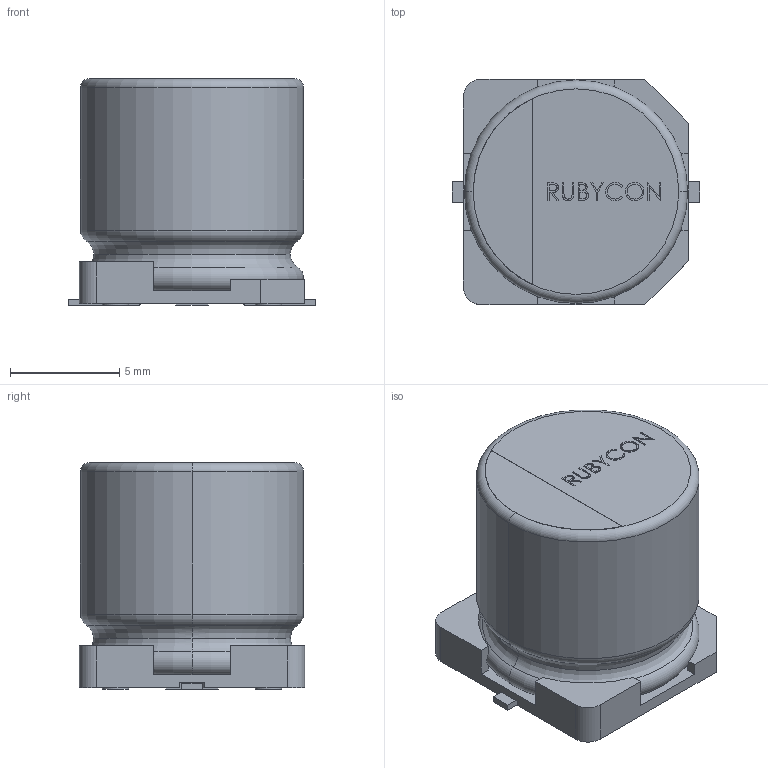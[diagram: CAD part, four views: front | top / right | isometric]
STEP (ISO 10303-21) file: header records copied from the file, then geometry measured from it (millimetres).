
FILE_DESCRIPTION (( 'STEP AP203' ), '1' );
FILE_NAME ('AL_SMD_10X10.5.STEP', '2021-09-02T09:49:16', ( '' ), ( '' ), 'SwSTEP 2.0', 'SolidWorks 2017', '' );
FILE_SCHEMA (( 'CONFIG_CONTROL_DESIGN' ));
Length unit declared in the file: millimetre
Products named in the file (25): SMD_TAB+_d1.2_01; SMD_LEAD-_d0.6_N_01; SMD_LEAD+_d0.6_N_01; SMD_AIR_D10_L_01; SMD_CASE_D10_L_01; SMD_PAPER_D10_U_01; SMD_MARK_D10_01; SMD_BASE BOARD_D10_N_01; AL_SMD_10X10.5; SMD_PAPER_D10_L_01; SMD_TAB-_d1.2_01; SMD_RUBBER_D10_F_01; SMD_ELEMENT_D10_01
Assembly tree (12 placements, depth 2):
  SMD_TAB+_d1.2_01
  SMD_LEAD+_d0.6_N_01
  SMD_AIR_D10_L_01
  SMD_CASE_D10_L_01
  SMD_MARK_D10_01
Bounding box: 11.3 x 10.3 x 10.37 mm (x, y, z)
Volume: 830.8 mm3; surface area: 2437.2 mm2
Topology: 21 solids, 21 shells, 342 faces, 844 edges, 550 vertices
Faces by surface type: plane 188, cylinder 68, bspline 48, torus 34, cone 4
Entity records: 15045 total; most frequent: CARTESIAN_POINT 4806, ORIENTED_EDGE 1688, DIRECTION 1554, EDGE_CURVE 844, VERTEX_POINT 550, LINE 526, VECTOR 526, AXIS2_PLACEMENT_3D 514
